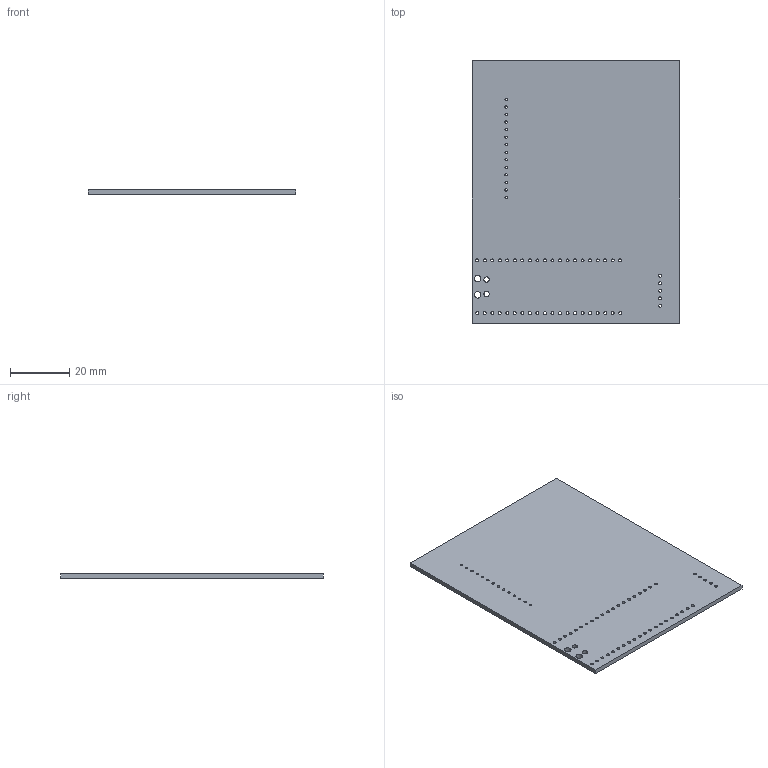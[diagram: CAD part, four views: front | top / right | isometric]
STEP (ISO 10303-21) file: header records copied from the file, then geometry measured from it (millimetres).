
FILE_DESCRIPTION(('KiCad electronic assembly'),'2;1');
FILE_NAME('pizzapad2.step','2025-07-12T22:34:28',('Pcbnew'),('Kicad'), 'Open CASCADE STEP processor 7.8','KiCad to STEP converter','Unknown' );
FILE_SCHEMA(('AUTOMOTIVE_DESIGN { 1 0 10303 214 1 1 1 1 }'));
Length unit declared in the file: millimetre
Products named in the file (2): pizzapad2 1; pizzapad_PCB
Assembly tree (1 placements, depth 2):
  pizzapad2 1
    pizzapad_PCB
Bounding box: 70 x 88.5 x 1.51 mm (x, y, z)
Volume: 9270.7 mm3; surface area: 13063.1 mm2
Topology: 1 solids, 1 shells, 69 faces, 201 edges, 134 vertices
Faces by surface type: cylinder 63, plane 6
Full cylindrical faces by diameter (mm): 0.8 x14, 1 x40, 1.016 x5, 1.85 x2, 2.2 x2
Entity records: 2650 total; most frequent: DIRECTION 469, CARTESIAN_POINT 406, ORIENTED_EDGE 402, EDGE_CURVE 201, AXIS2_PLACEMENT_3D 197, FACE_BOUND 195, EDGE_LOOP 195, VERTEX_POINT 134
